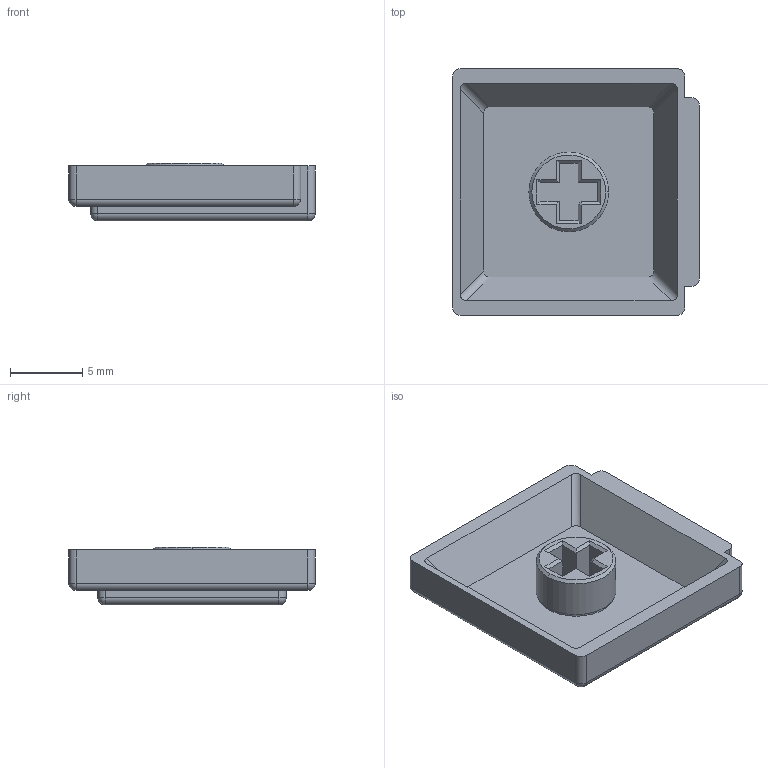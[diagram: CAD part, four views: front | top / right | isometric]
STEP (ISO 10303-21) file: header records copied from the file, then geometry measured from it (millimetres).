
FILE_DESCRIPTION (( 'STEP AP214' ), '1' );
FILE_NAME ('thumb-4.STEP', '2025-01-28T07:25:48', ( '' ), ( '' ), 'SwSTEP 2.0', 'SolidWorks 2020', '' );
FILE_SCHEMA (( 'AUTOMOTIVE_DESIGN' ));
Length unit declared in the file: millimetre
Products named in the file (1): thumb-4
Bounding box: 17 x 17 x 4 mm (x, y, z)
Volume: 469.8 mm3; surface area: 972.8 mm2
Topology: 1 solids, 1 shells, 105 faces, 256 edges, 149 vertices
Faces by surface type: plane 59, cylinder 30, sphere 11, torus 3, cone 2
Entity records: 2986 total; most frequent: CARTESIAN_POINT 527, DIRECTION 514, ORIENTED_EDGE 496, EDGE_CURVE 248, LINE 178, VECTOR 178, AXIS2_PLACEMENT_3D 168, VERTEX_POINT 149
